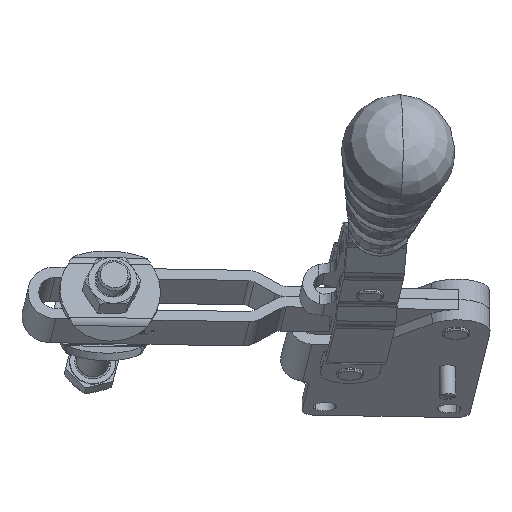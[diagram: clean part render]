
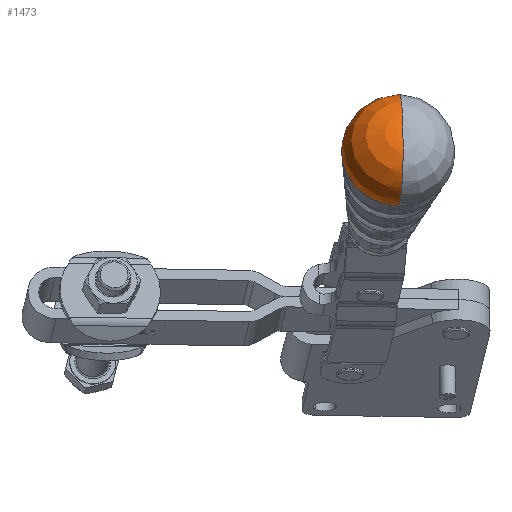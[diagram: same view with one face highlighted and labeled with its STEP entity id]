
A CAD part, top view. The second image highlights one B-rep face of the part: STEP entity #1473.
In plain terms, the highlighted free-form (B-spline) face has degree [2, 2] with [5, 9] control points.
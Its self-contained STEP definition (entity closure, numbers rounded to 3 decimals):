
#1355=CARTESIAN_POINT('',(-73.753,7.456,266.194));
#1356=VERTEX_POINT('',#1355);
#1364=CARTESIAN_POINT('',(-94.821,27.286,260.674));
#1365=VERTEX_POINT('',#1364);
#1366=CARTESIAN_POINT('',(-74.081,26.928,258.811));
#1367=DIRECTION('',(-0.09,-0.354,-0.931));
#1368=DIRECTION('',(0.996,-0.017,-0.089));
#1369=AXIS2_PLACEMENT_3D('',#1366,#1367,#1368);
#1370=CIRCLE('',#1369,20.827);
#1371=EDGE_CURVE('',#1356,#1365,#1370,.T.);
#1392=CARTESIAN_POINT('',(-72.301,33.957,277.267));
#1393=CARTESIAN_POINT('',(-71.761,18.521,286.235));
#1394=CARTESIAN_POINT('',(-73.292,9.422,270.943));
#1395=CARTESIAN_POINT('',(-74.823,0.323,255.652));
#1396=CARTESIAN_POINT('',(-75.387,15.616,246.445));
#1397=CARTESIAN_POINT('',(-72.301,33.957,277.267));
#1398=CARTESIAN_POINT('',(-54.216,18.219,284.658));
#1399=CARTESIAN_POINT('',(-52.698,9.067,269.093));
#1400=CARTESIAN_POINT('',(-51.179,-0.085,253.527));
#1401=CARTESIAN_POINT('',(-69.24,15.51,245.893));
#1402=CARTESIAN_POINT('',(-72.301,33.957,277.267));
#1403=CARTESIAN_POINT('',(-54.493,34.691,278.412));
#1404=CARTESIAN_POINT('',(-53.023,28.402,261.761));
#1405=CARTESIAN_POINT('',(-51.553,22.113,245.111));
#1406=CARTESIAN_POINT('',(-69.338,21.28,243.705));
#1407=CARTESIAN_POINT('',(-72.301,33.957,277.267));
#1408=CARTESIAN_POINT('',(-54.771,51.162,272.166));
#1409=CARTESIAN_POINT('',(-53.349,47.736,254.43));
#1410=CARTESIAN_POINT('',(-51.927,44.31,236.694));
#1411=CARTESIAN_POINT('',(-69.435,27.051,241.517));
#1412=CARTESIAN_POINT('',(-72.301,33.957,277.267));
#1413=CARTESIAN_POINT('',(-72.316,51.465,273.743));
#1414=CARTESIAN_POINT('',(-73.943,48.091,256.281));
#1415=CARTESIAN_POINT('',(-75.571,44.718,238.818));
#1416=CARTESIAN_POINT('',(-75.581,27.157,242.069));
#1417=CARTESIAN_POINT('',(-72.301,33.957,277.267));
#1418=CARTESIAN_POINT('',(-89.861,51.767,275.32));
#1419=CARTESIAN_POINT('',(-94.538,48.446,258.131));
#1420=CARTESIAN_POINT('',(-99.214,45.125,240.943));
#1421=CARTESIAN_POINT('',(-81.728,27.262,242.621));
#1422=CARTESIAN_POINT('',(-72.301,33.957,277.267));
#1423=CARTESIAN_POINT('',(-89.584,35.295,281.566));
#1424=CARTESIAN_POINT('',(-94.212,29.112,265.463));
#1425=CARTESIAN_POINT('',(-98.841,22.928,249.36));
#1426=CARTESIAN_POINT('',(-81.63,21.492,244.809));
#1427=CARTESIAN_POINT('',(-72.301,33.957,277.267));
#1428=CARTESIAN_POINT('',(-89.306,18.824,287.811));
#1429=CARTESIAN_POINT('',(-93.886,9.777,272.794));
#1430=CARTESIAN_POINT('',(-98.467,0.73,257.777));
#1431=CARTESIAN_POINT('',(-81.533,15.722,246.997));
#1432=CARTESIAN_POINT('',(-72.301,33.957,277.267));
#1433=CARTESIAN_POINT('',(-71.761,18.521,286.235));
#1434=CARTESIAN_POINT('',(-73.292,9.422,270.943));
#1435=CARTESIAN_POINT('',(-74.823,0.323,255.652));
#1436=CARTESIAN_POINT('',(-75.387,15.616,246.445));
#1444=(BOUNDED_SURFACE()B_SPLINE_SURFACE(2,2,((#1392,#1397,#1402,#1407,#1412,#1417,#1422,#1427,#1432),(#1393,#1398,#1403,#1408,#1413,#1418,#1423,#1428,#1433),(#1394,#1399,#1404,#1409,#1414,#1419,#1424,#1429,#1434),(#1395,#1400,#1405,#1410,#1415,#1420,#1425,#1430,#1435),(#1396,#1401,#1406,#1411,#1416,#1421,#1426,#1431,#1436)),.UNSPECIFIED.,.F.,.T.,.U.)B_SPLINE_SURFACE_WITH_KNOTS((3,2,3),(3,2,2,2,3),(-1.735,-0.172,1.391),(0.0,1.571,3.142,4.712,6.283),.UNSPECIFIED.)GEOMETRIC_REPRESENTATION_ITEM()RATIONAL_B_SPLINE_SURFACE(((1.0,0.707,1.0,0.707,1.0,0.707,1.0,0.707,1.0),(0.71,0.502,0.71,0.502,0.71,0.502,0.71,0.502,0.71),(1.0,0.707,1.0,0.707,1.0,0.707,1.0,0.707,1.0),(0.71,0.502,0.71,0.502,0.71,0.502,0.71,0.502,0.71),(1.0,0.707,1.0,0.707,1.0,0.707,1.0,0.707,1.0)))REPRESENTATION_ITEM('')SURFACE());
#1445=CARTESIAN_POINT('',(-72.301,33.957,277.267));
#1446=VERTEX_POINT('',#1445);
#1447=CARTESIAN_POINT('',(-73.848,24.908,261.784));
#1448=DIRECTION('',(-0.996,0.017,0.089));
#1449=DIRECTION('',(0.016,-0.935,0.355));
#1450=AXIS2_PLACEMENT_3D('',#1447,#1448,#1449);
#1451=CIRCLE('',#1450,18.);
#1452=EDGE_CURVE('',#1356,#1446,#1451,.T.);
#1453=ORIENTED_EDGE('',*,*,#1452,.T.);
#1454=CARTESIAN_POINT('',(-74.409,46.4,251.427));
#1455=VERTEX_POINT('',#1454);
#1456=CARTESIAN_POINT('',(-73.941,30.418,259.695));
#1457=DIRECTION('',(-0.996,0.017,0.089));
#1458=DIRECTION('',(-0.016,0.935,-0.355));
#1459=AXIS2_PLACEMENT_3D('',#1456,#1457,#1458);
#1460=CIRCLE('',#1459,18.);
#1461=EDGE_CURVE('',#1446,#1455,#1460,.T.);
#1462=ORIENTED_EDGE('',*,*,#1461,.T.);
#1463=CARTESIAN_POINT('',(-74.081,26.928,258.811));
#1464=DIRECTION('',(-0.09,-0.354,-0.931));
#1465=DIRECTION('',(0.996,-0.017,-0.089));
#1466=AXIS2_PLACEMENT_3D('',#1463,#1464,#1465);
#1467=CIRCLE('',#1466,20.827);
#1468=EDGE_CURVE('',#1365,#1455,#1467,.T.);
#1469=ORIENTED_EDGE('',*,*,#1468,.F.);
#1470=ORIENTED_EDGE('',*,*,#1371,.F.);
#1471=EDGE_LOOP('',(#1453,#1462,#1469,#1470));
#1472=FACE_OUTER_BOUND('',#1471,.T.);
#1473=ADVANCED_FACE('',(#1472),#1444,.T.);
